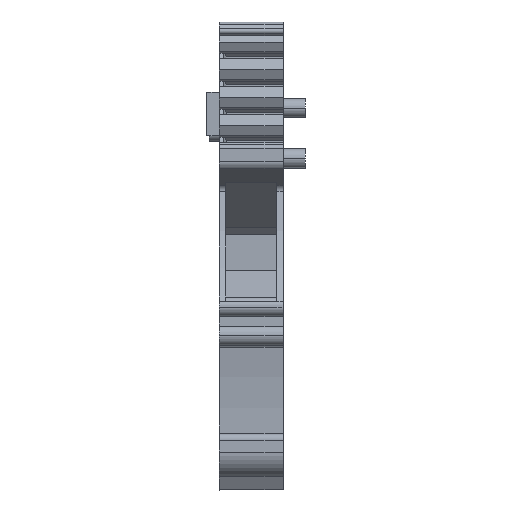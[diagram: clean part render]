
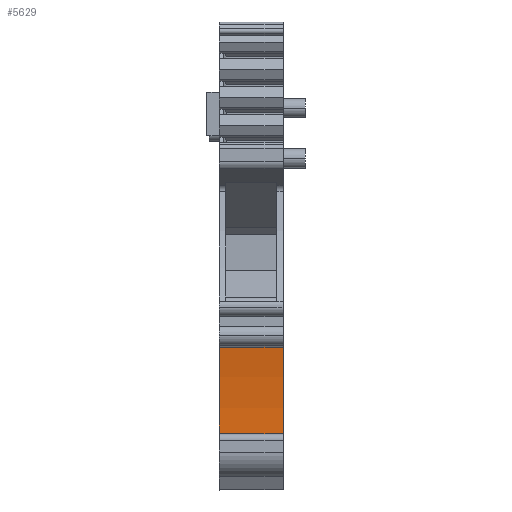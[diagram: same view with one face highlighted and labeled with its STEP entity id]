
A CAD part, front view. The second image highlights one B-rep face of the part: STEP entity #5629.
In plain terms, the highlighted cylindrical face has radius 40 mm (diameter 80 mm), a partial arc.
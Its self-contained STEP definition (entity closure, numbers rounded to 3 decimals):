
#1134=AXIS2_PLACEMENT_3D('Circle Axis2P3D',#1132,#1133,$) ;
#5609=AXIS2_PLACEMENT_3D('Cylinder Axis2P3D',#5606,#5607,#5608) ;
#5613=AXIS2_PLACEMENT_3D('Circle Axis2P3D',#5611,#5612,$) ;
#1129=CARTESIAN_POINT('Vertex',(6.,2.047,11.195)) ;
#1132=CARTESIAN_POINT('Axis2P3D Location',(6.,-37.395,4.534)) ;
#1136=CARTESIAN_POINT('Vertex',(6.,2.603,4.067)) ;
#5590=CARTESIAN_POINT('Vertex',(1.,2.047,11.195)) ;
#5593=CARTESIAN_POINT('Line Origine',(1.,2.047,11.195)) ;
#5606=CARTESIAN_POINT('Axis2P3D Location',(1.,-37.395,4.534)) ;
#5611=CARTESIAN_POINT('Axis2P3D Location',(1.,-37.395,4.534)) ;
#5615=CARTESIAN_POINT('Vertex',(1.,2.603,4.067)) ;
#5618=CARTESIAN_POINT('Line Origine',(1.,2.603,4.067)) ;
#1133=DIRECTION('Axis2P3D Direction',(1.,0.,0.)) ;
#5594=DIRECTION('Vector Direction',(1.,0.,0.)) ;
#5607=DIRECTION('Axis2P3D Direction',(1.,0.,0.)) ;
#5608=DIRECTION('Axis2P3D XDirection',(0.,1.,-0.012)) ;
#5612=DIRECTION('Axis2P3D Direction',(1.,0.,0.)) ;
#5619=DIRECTION('Vector Direction',(1.,0.,0.)) ;
#5595=VECTOR('Line Direction',#5594,1.) ;
#5620=VECTOR('Line Direction',#5619,1.) ;
#5624=ORIENTED_EDGE('',*,*,#5617,.F.) ;
#5625=ORIENTED_EDGE('',*,*,#5622,.T.) ;
#5626=ORIENTED_EDGE('',*,*,#1138,.T.) ;
#5627=ORIENTED_EDGE('',*,*,#5597,.F.) ;
#5629=ADVANCED_FACE('KLTR',(#5628),#5610,.F.) ;
#1135=CIRCLE('generated circle',#1134,40.) ;
#5614=CIRCLE('generated circle',#5613,40.) ;
#5610=CYLINDRICAL_SURFACE('generated cylinder',#5609,40.) ;
#1138=EDGE_CURVE('',#1137,#1130,#1135,.T.) ;
#5597=EDGE_CURVE('',#5591,#1130,#5596,.T.) ;
#5617=EDGE_CURVE('',#5616,#5591,#5614,.T.) ;
#5622=EDGE_CURVE('',#5616,#1137,#5621,.T.) ;
#5623=EDGE_LOOP('',(#5624,#5625,#5626,#5627)) ;
#5628=FACE_OUTER_BOUND('',#5623,.T.) ;
#5596=LINE('Line',#5593,#5595) ;
#5621=LINE('Line',#5618,#5620) ;
#1130=VERTEX_POINT('',#1129) ;
#1137=VERTEX_POINT('',#1136) ;
#5591=VERTEX_POINT('',#5590) ;
#5616=VERTEX_POINT('',#5615) ;
